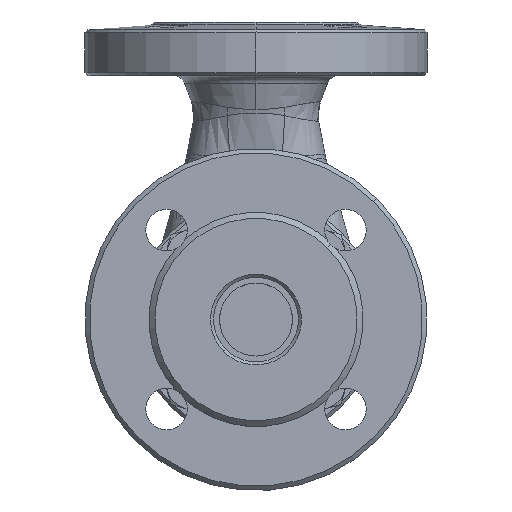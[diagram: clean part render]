
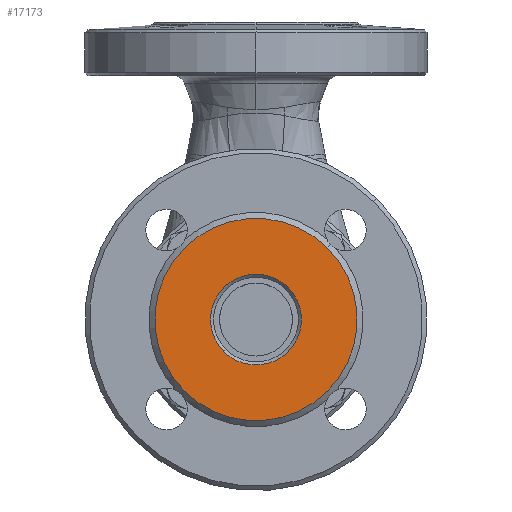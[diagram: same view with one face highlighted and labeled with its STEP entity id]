
A CAD part, front view. The second image highlights one B-rep face of the part: STEP entity #17173.
In plain terms, the highlighted planar face has unit normal (0, -1, 0).
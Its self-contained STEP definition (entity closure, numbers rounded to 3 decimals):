
#203 = EDGE_LOOP ( 'NONE', ( #61085, #56585 ) ) ;
#2354 = DIRECTION ( 'NONE',  ( -0.707, 0., -0.707 ) ) ;
#4009 = DIRECTION ( 'NONE',  ( -0.707, 0., -0.707 ) ) ;
#6171 = DIRECTION ( 'NONE',  ( 0., 1., 0. ) ) ;
#6297 = VERTEX_POINT ( 'NONE', #76352 ) ;
#8961 = CIRCLE ( 'NONE', #62451, 15.25 ) ;
#9056 = ORIENTED_EDGE ( 'NONE', *, *, #40210, .F. ) ;
#9356 = EDGE_LOOP ( 'NONE', ( #66302, #9056 ) ) ;
#9433 = CIRCLE ( 'NONE', #22254, 15.25 ) ;
#10783 = CARTESIAN_POINT ( 'NONE',  ( 0., -68., 0. ) ) ;
#11828 = EDGE_CURVE ( 'NONE', #6297, #42430, #9433, .T. ) ;
#13524 = AXIS2_PLACEMENT_3D ( 'NONE', #79172, #40758, #2354 ) ;
#13920 = VERTEX_POINT ( 'NONE', #60186 ) ;
#17172 = DIRECTION ( 'NONE',  ( -0.707, 0., -0.707 ) ) ;
#17173 = ADVANCED_FACE ( 'NONE', ( #36035, #53153 ), #28466, .T. ) ;
#20146 = EDGE_CURVE ( 'NONE', #13920, #74928, #29115, .T. ) ;
#22254 = AXIS2_PLACEMENT_3D ( 'NONE', #44553, #6171, #51023 ) ;
#22593 = CIRCLE ( 'NONE', #56162, 34. ) ;
#28466 = PLANE ( 'NONE',  #54817 ) ;
#29115 = CIRCLE ( 'NONE', #13524, 34. ) ;
#34219 = CARTESIAN_POINT ( 'NONE',  ( -10.783, -68., -10.783 ) ) ;
#34953 = DIRECTION ( 'NONE',  ( 0., -1., 0. ) ) ;
#35113 = EDGE_CURVE ( 'NONE', #42430, #6297, #8961, .T. ) ;
#36035 = FACE_OUTER_BOUND ( 'NONE', #9356, .T. ) ;
#40210 = EDGE_CURVE ( 'NONE', #74928, #13920, #22593, .T. ) ;
#40758 = DIRECTION ( 'NONE',  ( 0., 1., 0. ) ) ;
#42390 = DIRECTION ( 'NONE',  ( 0., 1., 0. ) ) ;
#42430 = VERTEX_POINT ( 'NONE', #34219 ) ;
#44553 = CARTESIAN_POINT ( 'NONE',  ( 0., -68., 0. ) ) ;
#51023 = DIRECTION ( 'NONE',  ( -0.707, 0., -0.707 ) ) ;
#53153 = FACE_BOUND ( 'NONE', #203, .T. ) ;
#54817 = AXIS2_PLACEMENT_3D ( 'NONE', #66996, #34953, #79869 ) ;
#55237 = CARTESIAN_POINT ( 'NONE',  ( 24.042, -68., 24.042 ) ) ;
#55660 = DIRECTION ( 'NONE',  ( 0., 1., 0. ) ) ;
#56162 = AXIS2_PLACEMENT_3D ( 'NONE', #10783, #55660, #17172 ) ;
#56585 = ORIENTED_EDGE ( 'NONE', *, *, #35113, .T. ) ;
#60186 = CARTESIAN_POINT ( 'NONE',  ( -24.042, -68., -24.042 ) ) ;
#61085 = ORIENTED_EDGE ( 'NONE', *, *, #11828, .T. ) ;
#62451 = AXIS2_PLACEMENT_3D ( 'NONE', #80816, #42390, #4009 ) ;
#66302 = ORIENTED_EDGE ( 'NONE', *, *, #20146, .F. ) ;
#66996 = CARTESIAN_POINT ( 'NONE',  ( -14.849, -68., 14.849 ) ) ;
#74928 = VERTEX_POINT ( 'NONE', #55237 ) ;
#76352 = CARTESIAN_POINT ( 'NONE',  ( 10.783, -68., 10.783 ) ) ;
#79172 = CARTESIAN_POINT ( 'NONE',  ( 0., -68., 0. ) ) ;
#79869 = DIRECTION ( 'NONE',  ( 0.707, 0., 0.707 ) ) ;
#80816 = CARTESIAN_POINT ( 'NONE',  ( 0., -68., 0. ) ) ;
